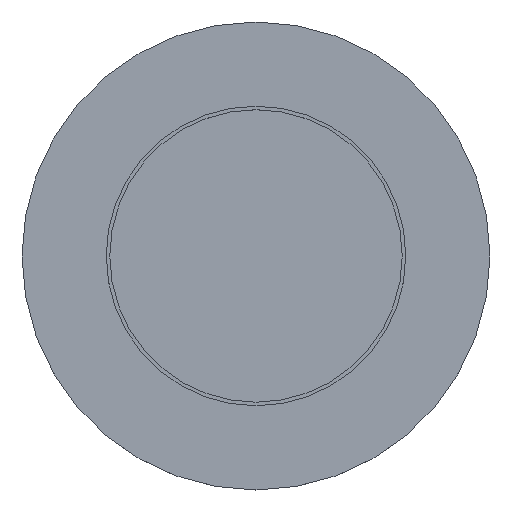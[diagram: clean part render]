
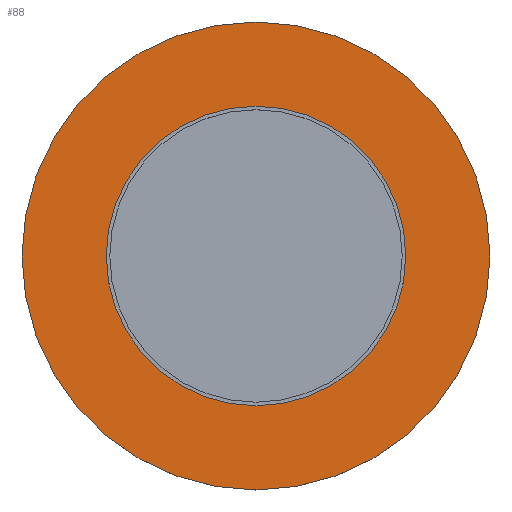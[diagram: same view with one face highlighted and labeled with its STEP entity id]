
A CAD part, top view. The second image highlights one B-rep face of the part: STEP entity #88.
In plain terms, the highlighted planar face has unit normal (0, 0, 1).
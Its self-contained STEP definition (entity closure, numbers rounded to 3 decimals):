
#16=FACE_BOUND('',#33,.T.);
#18=PLANE('',#113);
#24=FACE_OUTER_BOUND('',#32,.T.);
#32=EDGE_LOOP('',(#74));
#33=EDGE_LOOP('',(#75));
#46=CIRCLE('',#111,64.);
#47=CIRCLE('',#114,100.);
#52=VERTEX_POINT('',#160);
#53=VERTEX_POINT('',#165);
#60=EDGE_CURVE('',#52,#52,#46,.T.);
#61=EDGE_CURVE('',#53,#53,#47,.T.);
#74=ORIENTED_EDGE('',*,*,#61,.T.);
#75=ORIENTED_EDGE('',*,*,#60,.T.);
#88=ADVANCED_FACE('',(#24,#16),#18,.T.);
#111=AXIS2_PLACEMENT_3D('',#162,#133,#134);
#113=AXIS2_PLACEMENT_3D('',#164,#137,#138);
#114=AXIS2_PLACEMENT_3D('',#166,#139,#140);
#133=DIRECTION('center_axis',(0.,0.,-1.));
#134=DIRECTION('ref_axis',(1.,0.,0.));
#137=DIRECTION('center_axis',(0.,0.,1.));
#138=DIRECTION('ref_axis',(1.,0.,0.));
#139=DIRECTION('center_axis',(0.,0.,1.));
#140=DIRECTION('ref_axis',(1.,0.,0.));
#160=CARTESIAN_POINT('',(-64.,0.,5.));
#162=CARTESIAN_POINT('Origin',(0.,0.,5.));
#164=CARTESIAN_POINT('Origin',(0.,0.,5.));
#165=CARTESIAN_POINT('',(-100.,0.,5.));
#166=CARTESIAN_POINT('Origin',(0.,0.,5.));
